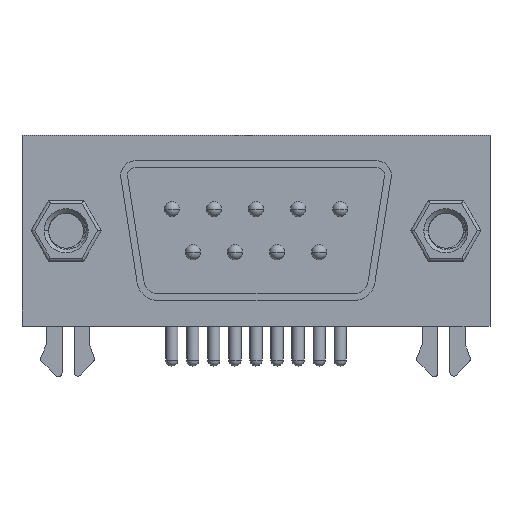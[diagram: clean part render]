
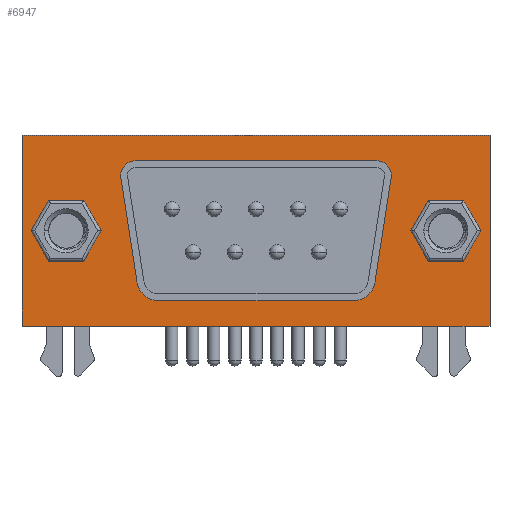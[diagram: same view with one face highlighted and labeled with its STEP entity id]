
A CAD part, front view. The second image highlights one B-rep face of the part: STEP entity #6947.
In plain terms, the highlighted planar face has unit normal (0, -1, 0).
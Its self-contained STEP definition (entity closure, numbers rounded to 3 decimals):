
#89=DIRECTION('',(1.,0.,0.));
#90=VECTOR('',#89,15.92);
#91=CARTESIAN_POINT('',(7.3,5.8,-2.08));
#92=LINE('',#91,#90);
#93=DIRECTION('',(0.153,0.,-0.988));
#94=VECTOR('',#93,6.958);
#95=CARTESIAN_POINT('',(6.361,5.8,-3.175));
#96=LINE('',#95,#94);
#97=CARTESIAN_POINT('',(8.857,5.8,-9.83));
#98=DIRECTION('',(0.,-1.,0.));
#99=DIRECTION('',(-0.988,0.,-0.153));
#100=AXIS2_PLACEMENT_3D('',#97,#98,#99);
#102=CARTESIAN_POINT('',(21.663,5.8,-9.83));
#103=DIRECTION('',(0.,-1.,0.));
#104=DIRECTION('',(0.,0.,-1.));
#105=AXIS2_PLACEMENT_3D('',#102,#103,#104);
#107=DIRECTION('',(0.153,0.,0.988));
#108=VECTOR('',#107,6.958);
#109=CARTESIAN_POINT('',(23.096,5.8,-10.052));
#110=LINE('',#109,#108);
#111=CARTESIAN_POINT('',(23.22,5.8,-3.03));
#112=DIRECTION('',(0.,-1.,0.));
#113=DIRECTION('',(0.988,0.,-0.153));
#114=AXIS2_PLACEMENT_3D('',#111,#112,#113);
#116=CARTESIAN_POINT('',(23.22,5.8,-3.03));
#117=DIRECTION('',(0.,-1.,0.));
#118=DIRECTION('',(1.,0.,0.));
#119=AXIS2_PLACEMENT_3D('',#116,#117,#118);
#121=CARTESIAN_POINT('',(7.3,5.8,-3.03));
#122=DIRECTION('',(0.,-1.,0.));
#123=DIRECTION('',(0.,0.,1.));
#124=AXIS2_PLACEMENT_3D('',#121,#122,#123);
#126=CARTESIAN_POINT('',(7.3,5.8,-3.03));
#127=DIRECTION('',(0.,-1.,0.));
#128=DIRECTION('',(-1.,0.,0.));
#129=AXIS2_PLACEMENT_3D('',#126,#127,#128);
#131=CARTESIAN_POINT('',(2.76,5.8,-6.68));
#132=DIRECTION('',(0.,-1.,0.));
#133=DIRECTION('',(1.,0.,0.));
#134=AXIS2_PLACEMENT_3D('',#131,#132,#133);
#136=CARTESIAN_POINT('',(2.76,5.8,-6.68));
#137=DIRECTION('',(0.,-1.,0.));
#138=DIRECTION('',(-1.,0.,0.));
#139=AXIS2_PLACEMENT_3D('',#136,#137,#138);
#141=CARTESIAN_POINT('',(27.76,5.8,-6.68));
#142=DIRECTION('',(0.,-1.,0.));
#143=DIRECTION('',(1.,0.,0.));
#144=AXIS2_PLACEMENT_3D('',#141,#142,#143);
#146=CARTESIAN_POINT('',(27.76,5.8,-6.68));
#147=DIRECTION('',(0.,-1.,0.));
#148=DIRECTION('',(-1.,0.,0.));
#149=AXIS2_PLACEMENT_3D('',#146,#147,#148);
#151=DIRECTION('',(-1.,0.,0.));
#152=VECTOR('',#151,30.81);
#153=CARTESIAN_POINT('',(30.665,5.8,-0.405));
#154=LINE('',#153,#152);
#324=DIRECTION('',(1.,0.,0.));
#325=VECTOR('',#324,30.81);
#326=CARTESIAN_POINT('',(-0.145,5.8,-12.955));
#327=LINE('',#326,#325);
#1317=DIRECTION('',(0.,0.,-1.));
#1318=VECTOR('',#1317,12.55);
#1319=CARTESIAN_POINT('',(-0.145,5.8,-0.405));
#1320=LINE('',#1319,#1318);
#2139=DIRECTION('',(0.,0.,1.));
#2140=VECTOR('',#2139,12.55);
#2141=CARTESIAN_POINT('',(30.665,5.8,-12.955));
#2142=LINE('',#2141,#2140);
#2908=DIRECTION('',(-1.,0.,0.));
#2909=VECTOR('',#2908,12.806);
#2910=CARTESIAN_POINT('',(21.663,5.8,-11.28));
#2911=LINE('',#2910,#2909);
#5690=CARTESIAN_POINT('',(4.26,5.8,-6.68));
#5691=CARTESIAN_POINT('',(1.26,5.8,-6.68));
#5692=VERTEX_POINT('',#5690);
#5693=VERTEX_POINT('',#5691);
#5694=CARTESIAN_POINT('',(30.665,5.8,-0.405));
#5695=CARTESIAN_POINT('',(-0.145,5.8,-0.405));
#5696=VERTEX_POINT('',#5694);
#5697=VERTEX_POINT('',#5695);
#5698=CARTESIAN_POINT('',(30.665,5.8,-12.955));
#5699=VERTEX_POINT('',#5698);
#5700=CARTESIAN_POINT('',(-0.145,5.8,-12.955));
#5701=VERTEX_POINT('',#5700);
#5702=CARTESIAN_POINT('',(6.361,5.8,-3.175));
#5703=CARTESIAN_POINT('',(7.424,5.8,-10.052));
#5704=VERTEX_POINT('',#5702);
#5705=VERTEX_POINT('',#5703);
#5706=CARTESIAN_POINT('',(8.857,5.8,-11.28));
#5707=VERTEX_POINT('',#5706);
#5708=CARTESIAN_POINT('',(21.663,5.8,-11.28));
#5709=VERTEX_POINT('',#5708);
#5710=CARTESIAN_POINT('',(23.096,5.8,-10.052));
#5711=VERTEX_POINT('',#5710);
#5712=CARTESIAN_POINT('',(24.159,5.8,-3.175));
#5713=VERTEX_POINT('',#5712);
#5714=CARTESIAN_POINT('',(24.17,5.8,-3.03));
#5715=VERTEX_POINT('',#5714);
#5716=CARTESIAN_POINT('',(23.22,5.8,-2.08));
#5717=VERTEX_POINT('',#5716);
#5718=CARTESIAN_POINT('',(7.3,5.8,-2.08));
#5719=VERTEX_POINT('',#5718);
#5720=CARTESIAN_POINT('',(6.35,5.8,-3.03));
#5721=VERTEX_POINT('',#5720);
#5722=CARTESIAN_POINT('',(29.26,5.8,-6.68));
#5723=CARTESIAN_POINT('',(26.26,5.8,-6.68));
#5724=VERTEX_POINT('',#5722);
#5725=VERTEX_POINT('',#5723);
#6899=CARTESIAN_POINT('',(15.26,5.8,-6.205));
#6900=DIRECTION('',(0.,1.,0.));
#6901=DIRECTION('',(1.,0.,0.));
#6902=AXIS2_PLACEMENT_3D('',#6899,#6900,#6901);
#6903=PLANE('',#6902);
#6905=ORIENTED_EDGE('',*,*,#6904,.F.);
#6907=ORIENTED_EDGE('',*,*,#6906,.F.);
#6909=ORIENTED_EDGE('',*,*,#6908,.F.);
#6911=ORIENTED_EDGE('',*,*,#6910,.F.);
#6912=EDGE_LOOP('',(#6905,#6907,#6909,#6911));
#6913=FACE_OUTER_BOUND('',#6912,.F.);
#6915=ORIENTED_EDGE('',*,*,#6914,.T.);
#6917=ORIENTED_EDGE('',*,*,#6916,.T.);
#6919=ORIENTED_EDGE('',*,*,#6918,.F.);
#6921=ORIENTED_EDGE('',*,*,#6920,.T.);
#6923=ORIENTED_EDGE('',*,*,#6922,.T.);
#6925=ORIENTED_EDGE('',*,*,#6924,.T.);
#6927=ORIENTED_EDGE('',*,*,#6926,.T.);
#6928=ORIENTED_EDGE('',*,*,#6889,.F.);
#6930=ORIENTED_EDGE('',*,*,#6929,.T.);
#6932=ORIENTED_EDGE('',*,*,#6931,.T.);
#6933=EDGE_LOOP('',(#6915,#6917,#6919,#6921,#6923,#6925,#6927,#6928,#6930,
#6932));
#6934=FACE_BOUND('',#6933,.F.);
#6936=ORIENTED_EDGE('',*,*,#6935,.T.);
#6938=ORIENTED_EDGE('',*,*,#6937,.T.);
#6939=EDGE_LOOP('',(#6936,#6938));
#6940=FACE_BOUND('',#6939,.F.);
#6942=ORIENTED_EDGE('',*,*,#6941,.T.);
#6944=ORIENTED_EDGE('',*,*,#6943,.T.);
#6945=EDGE_LOOP('',(#6942,#6944));
#6946=FACE_BOUND('',#6945,.F.);
#101=CIRCLE('',#100,1.45);
#106=CIRCLE('',#105,1.45);
#115=CIRCLE('',#114,0.95);
#120=CIRCLE('',#119,0.95);
#125=CIRCLE('',#124,0.95);
#130=CIRCLE('',#129,0.95);
#135=CIRCLE('',#134,1.5);
#140=CIRCLE('',#139,1.5);
#145=CIRCLE('',#144,1.5);
#150=CIRCLE('',#149,1.5);
#6889=EDGE_CURVE('',#5719,#5717,#92,.T.);
#6904=EDGE_CURVE('',#5696,#5697,#154,.T.);
#6906=EDGE_CURVE('',#5699,#5696,#2142,.T.);
#6908=EDGE_CURVE('',#5701,#5699,#327,.T.);
#6910=EDGE_CURVE('',#5697,#5701,#1320,.T.);
#6914=EDGE_CURVE('',#5704,#5705,#96,.T.);
#6916=EDGE_CURVE('',#5705,#5707,#101,.T.);
#6918=EDGE_CURVE('',#5709,#5707,#2911,.T.);
#6920=EDGE_CURVE('',#5709,#5711,#106,.T.);
#6922=EDGE_CURVE('',#5711,#5713,#110,.T.);
#6924=EDGE_CURVE('',#5713,#5715,#115,.T.);
#6926=EDGE_CURVE('',#5715,#5717,#120,.T.);
#6929=EDGE_CURVE('',#5719,#5721,#125,.T.);
#6931=EDGE_CURVE('',#5721,#5704,#130,.T.);
#6935=EDGE_CURVE('',#5692,#5693,#135,.T.);
#6937=EDGE_CURVE('',#5693,#5692,#140,.T.);
#6941=EDGE_CURVE('',#5724,#5725,#145,.T.);
#6943=EDGE_CURVE('',#5725,#5724,#150,.T.);
#6947=ADVANCED_FACE('',(#6913,#6934,#6940,#6946),#6903,.F.);
